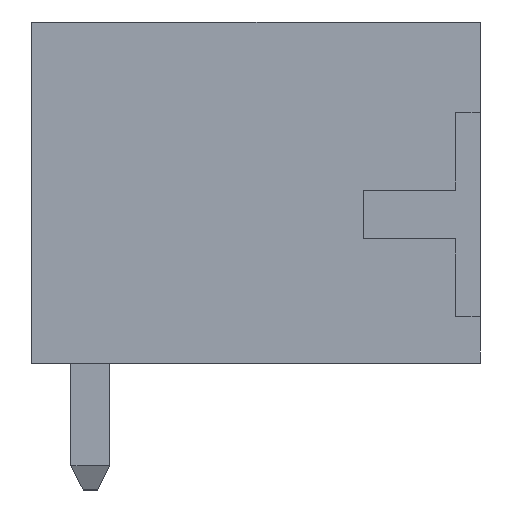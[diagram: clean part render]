
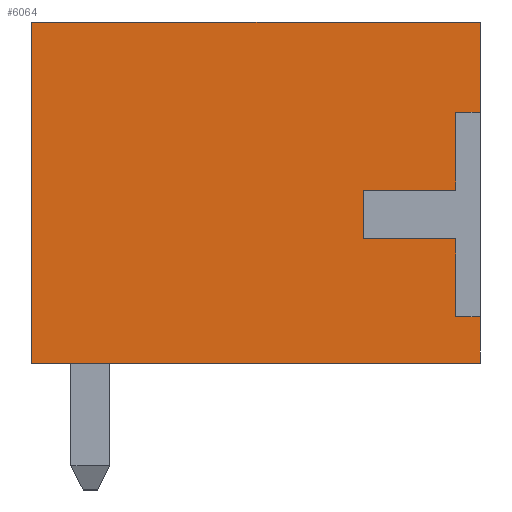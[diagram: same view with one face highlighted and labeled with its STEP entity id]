
A CAD part, left-side view. The second image highlights one B-rep face of the part: STEP entity #6064.
In plain terms, the highlighted planar face has unit normal (-1, 0, 0).
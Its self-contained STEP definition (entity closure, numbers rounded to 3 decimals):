
#178=ORIENTED_EDGE('',*,*,#1955,.F.);
#179=ORIENTED_EDGE('',*,*,#1956,.F.);
#180=ORIENTED_EDGE('',*,*,#1957,.F.);
#181=ORIENTED_EDGE('',*,*,#1958,.F.);
#182=ORIENTED_EDGE('',*,*,#1959,.F.);
#183=ORIENTED_EDGE('',*,*,#1960,.F.);
#184=ORIENTED_EDGE('',*,*,#1961,.F.);
#185=ORIENTED_EDGE('',*,*,#1962,.T.);
#186=ORIENTED_EDGE('',*,*,#1963,.F.);
#187=ORIENTED_EDGE('',*,*,#1964,.F.);
#188=ORIENTED_EDGE('',*,*,#1965,.T.);
#189=ORIENTED_EDGE('',*,*,#1966,.T.);
#1955=EDGE_CURVE('',#2843,#2844,#3439,.T.);
#1956=EDGE_CURVE('',#2845,#2843,#3440,.T.);
#1957=EDGE_CURVE('',#2846,#2845,#3441,.T.);
#1958=EDGE_CURVE('',#2847,#2846,#3442,.T.);
#1959=EDGE_CURVE('',#2848,#2847,#3443,.T.);
#1960=EDGE_CURVE('',#2849,#2848,#3444,.T.);
#1961=EDGE_CURVE('',#2850,#2849,#3445,.T.);
#1962=EDGE_CURVE('',#2850,#2851,#3446,.T.);
#1963=EDGE_CURVE('',#2852,#2851,#3447,.T.);
#1964=EDGE_CURVE('',#2853,#2852,#3448,.T.);
#1965=EDGE_CURVE('',#2853,#2854,#3449,.T.);
#1966=EDGE_CURVE('',#2854,#2844,#3450,.T.);
#2843=VERTEX_POINT('',#8446);
#2844=VERTEX_POINT('',#8447);
#2845=VERTEX_POINT('',#8449);
#2846=VERTEX_POINT('',#8451);
#2847=VERTEX_POINT('',#8453);
#2848=VERTEX_POINT('',#8455);
#2849=VERTEX_POINT('',#8457);
#2850=VERTEX_POINT('',#8459);
#2851=VERTEX_POINT('',#8461);
#2852=VERTEX_POINT('',#8463);
#2853=VERTEX_POINT('',#8465);
#2854=VERTEX_POINT('',#8467);
#3439=LINE('',#8445,#4265);
#3440=LINE('',#8448,#4266);
#3441=LINE('',#8450,#4267);
#3442=LINE('',#8452,#4268);
#3443=LINE('',#8454,#4269);
#3444=LINE('',#8456,#4270);
#3445=LINE('',#8458,#4271);
#3446=LINE('',#8460,#4272);
#3447=LINE('',#8462,#4273);
#3448=LINE('',#8464,#4274);
#3449=LINE('',#8466,#4275);
#3450=LINE('',#8468,#4276);
#4265=VECTOR('',#6831,1000.);
#4266=VECTOR('',#6832,1000.);
#4267=VECTOR('',#6833,1000.);
#4268=VECTOR('',#6834,1000.);
#4269=VECTOR('',#6835,1000.);
#4270=VECTOR('',#6836,1000.);
#4271=VECTOR('',#6837,1000.);
#4272=VECTOR('',#6838,1000.);
#4273=VECTOR('',#6839,1000.);
#4274=VECTOR('',#6840,1000.);
#4275=VECTOR('',#6841,1000.);
#4276=VECTOR('',#6842,1000.);
#5076=EDGE_LOOP('',(#178,#179,#180,#181,#182,#183,#184,#185,#186,#187,#188,
#189));
#5426=FACE_BOUND('',#5076,.T.);
#5776=PLANE('',#6406);
#6064=ADVANCED_FACE('',(#5426),#5776,.F.);
#6406=AXIS2_PLACEMENT_3D('',#8444,#6829,#6830);
#6829=DIRECTION('',(1.,0.,0.));
#6830=DIRECTION('',(0.,0.,-1.));
#6831=DIRECTION('',(0.,-1.,0.));
#6832=DIRECTION('',(0.,0.,-1.));
#6833=DIRECTION('',(0.,-1.,0.));
#6834=DIRECTION('',(0.,0.,-1.));
#6835=DIRECTION('',(0.,1.,0.));
#6836=DIRECTION('',(0.,0.,-1.));
#6837=DIRECTION('',(0.,1.,0.));
#6838=DIRECTION('',(0.,0.,1.));
#6839=DIRECTION('',(0.,-1.,0.));
#6840=DIRECTION('',(0.,0.,1.));
#6841=DIRECTION('',(0.,-1.,0.));
#6842=DIRECTION('',(0.,0.,1.));
#8444=CARTESIAN_POINT('',(-9.92,9.2,-3.5));
#8445=CARTESIAN_POINT('',(-9.92,0.5,-2.55));
#8446=CARTESIAN_POINT('',(-9.92,0.5,-2.55));
#8447=CARTESIAN_POINT('',(-9.92,0.,-2.55));
#8448=CARTESIAN_POINT('',(-9.92,0.5,-0.95));
#8449=CARTESIAN_POINT('',(-9.92,0.5,-0.95));
#8450=CARTESIAN_POINT('',(-9.92,2.4,-0.95));
#8451=CARTESIAN_POINT('',(-9.92,2.4,-0.95));
#8452=CARTESIAN_POINT('',(-9.92,2.4,0.05));
#8453=CARTESIAN_POINT('',(-9.92,2.4,0.05));
#8454=CARTESIAN_POINT('',(-9.92,0.5,0.05));
#8455=CARTESIAN_POINT('',(-9.92,0.5,0.05));
#8456=CARTESIAN_POINT('',(-9.92,0.5,1.65));
#8457=CARTESIAN_POINT('',(-9.92,0.5,1.65));
#8458=CARTESIAN_POINT('',(-9.92,0.,1.65));
#8459=CARTESIAN_POINT('',(-9.92,0.,1.65));
#8460=CARTESIAN_POINT('',(-9.92,0.,-3.5));
#8461=CARTESIAN_POINT('',(-9.92,0.,3.5));
#8462=CARTESIAN_POINT('',(-9.92,9.2,3.5));
#8463=CARTESIAN_POINT('',(-9.92,9.2,3.5));
#8464=CARTESIAN_POINT('',(-9.92,9.2,-3.5));
#8465=CARTESIAN_POINT('',(-9.92,9.2,-3.5));
#8466=CARTESIAN_POINT('',(-9.92,9.2,-3.5));
#8467=CARTESIAN_POINT('',(-9.92,0.,-3.5));
#8468=CARTESIAN_POINT('',(-9.92,0.,-3.5));
